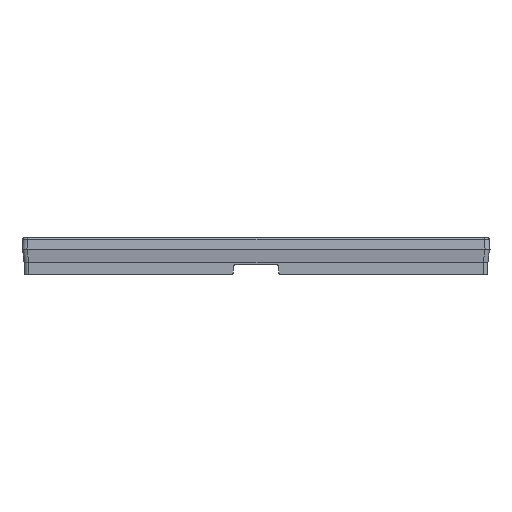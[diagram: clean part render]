
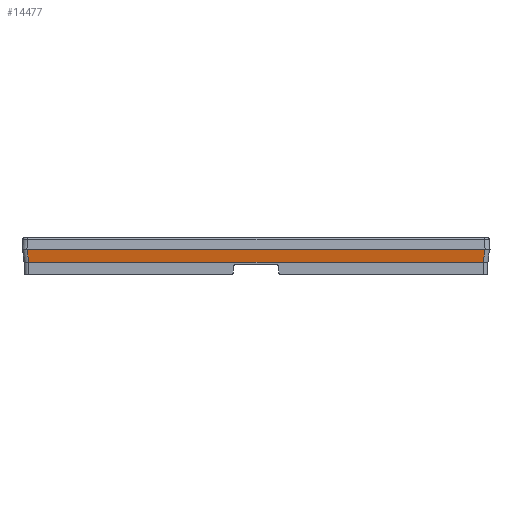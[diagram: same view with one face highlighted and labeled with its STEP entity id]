
A CAD part, left-side view. The second image highlights one B-rep face of the part: STEP entity #14477.
In plain terms, the highlighted planar face has unit normal (-0.991, 0, -0.131).
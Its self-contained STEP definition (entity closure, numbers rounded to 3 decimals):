
#14449=AXIS2_PLACEMENT_3D('Plane Axis2P3D',#14446,#14447,#14448) ;
#4423=CARTESIAN_POINT('Vertex',(-61.159,-46.209,2.5)) ;
#4426=CARTESIAN_POINT('Line Origine',(-61.159,0.,2.5)) ;
#4430=CARTESIAN_POINT('Vertex',(-61.159,46.209,2.5)) ;
#14362=CARTESIAN_POINT('Vertex',(-61.488,46.546,5.)) ;
#14365=CARTESIAN_POINT('Line Origine',(-61.488,0.,5.)) ;
#14369=CARTESIAN_POINT('Vertex',(-61.488,-46.546,5.)) ;
#14431=CARTESIAN_POINT('Vertex',(-61.159,46.217,2.5)) ;
#14434=CARTESIAN_POINT('Line Origine',(-61.327,46.385,3.776)) ;
#14446=CARTESIAN_POINT('Axis2P3D Location',(-61.488,-47.5,5.)) ;
#14452=CARTESIAN_POINT('Control Point',(-61.159,46.209,2.5)) ;
#14453=CARTESIAN_POINT('Control Point',(-61.159,46.212,2.5)) ;
#14454=CARTESIAN_POINT('Control Point',(-61.159,46.214,2.5)) ;
#14455=CARTESIAN_POINT('Control Point',(-61.159,46.217,2.5)) ;
#14458=CARTESIAN_POINT('Control Point',(-61.159,-46.209,2.5)) ;
#14459=CARTESIAN_POINT('Control Point',(-61.159,-46.212,2.5)) ;
#14460=CARTESIAN_POINT('Control Point',(-61.159,-46.214,2.5)) ;
#14461=CARTESIAN_POINT('Control Point',(-61.159,-46.217,2.5)) ;
#14462=CARTESIAN_POINT('Vertex',(-61.159,-46.217,2.5)) ;
#14466=CARTESIAN_POINT('Control Point',(-61.159,-46.217,2.5)) ;
#14467=CARTESIAN_POINT('Control Point',(-61.488,-46.546,5.)) ;
#4427=DIRECTION('Vector Direction',(0.,-1.,0.)) ;
#14366=DIRECTION('Vector Direction',(0.,1.,0.)) ;
#14435=DIRECTION('Vector Direction',(-0.129,0.129,0.983)) ;
#14447=DIRECTION('Axis2P3D Direction',(0.991,-0.,0.131)) ;
#14448=DIRECTION('Axis2P3D XDirection',(0.,1.,0.)) ;
#4428=VECTOR('Line Direction',#4427,1.) ;
#14367=VECTOR('Line Direction',#14366,1.) ;
#14436=VECTOR('Line Direction',#14435,1.) ;
#14470=ORIENTED_EDGE('',*,*,#14438,.F.) ;
#14471=ORIENTED_EDGE('',*,*,#14456,.F.) ;
#14472=ORIENTED_EDGE('',*,*,#4432,.F.) ;
#14473=ORIENTED_EDGE('',*,*,#14464,.F.) ;
#14474=ORIENTED_EDGE('',*,*,#14468,.T.) ;
#14475=ORIENTED_EDGE('',*,*,#14371,.F.) ;
#14477=ADVANCED_FACE('PartBody',(#14476),#14450,.F.) ;
#14451=B_SPLINE_CURVE_WITH_KNOTS('',3,(#14452,#14453,#14454,#14455),.UNSPECIFIED.,.F.,.U.,(4,4),(0.,0.011),.UNSPECIFIED.) ;
#14457=B_SPLINE_CURVE_WITH_KNOTS('',3,(#14458,#14459,#14460,#14461),.UNSPECIFIED.,.F.,.U.,(4,4),(0.,0.011),.UNSPECIFIED.) ;
#14465=B_SPLINE_CURVE_WITH_KNOTS('',1,(#14466,#14467),.UNSPECIFIED.,.F.,.U.,(2,2),(-1.271,1.271),.UNSPECIFIED.) ;
#4432=EDGE_CURVE('',#4424,#4431,#4429,.F.) ;
#14371=EDGE_CURVE('',#14363,#14370,#14368,.F.) ;
#14438=EDGE_CURVE('',#14432,#14363,#14437,.T.) ;
#14456=EDGE_CURVE('',#4431,#14432,#14451,.T.) ;
#14464=EDGE_CURVE('',#14463,#4424,#14457,.F.) ;
#14468=EDGE_CURVE('',#14463,#14370,#14465,.T.) ;
#14469=EDGE_LOOP('',(#14470,#14471,#14472,#14473,#14474,#14475)) ;
#14476=FACE_OUTER_BOUND('',#14469,.T.) ;
#4429=LINE('Line',#4426,#4428) ;
#14368=LINE('Line',#14365,#14367) ;
#14437=LINE('Line',#14434,#14436) ;
#14450=PLANE('',#14449) ;
#4424=VERTEX_POINT('',#4423) ;
#4431=VERTEX_POINT('',#4430) ;
#14363=VERTEX_POINT('',#14362) ;
#14370=VERTEX_POINT('',#14369) ;
#14432=VERTEX_POINT('',#14431) ;
#14463=VERTEX_POINT('',#14462) ;
